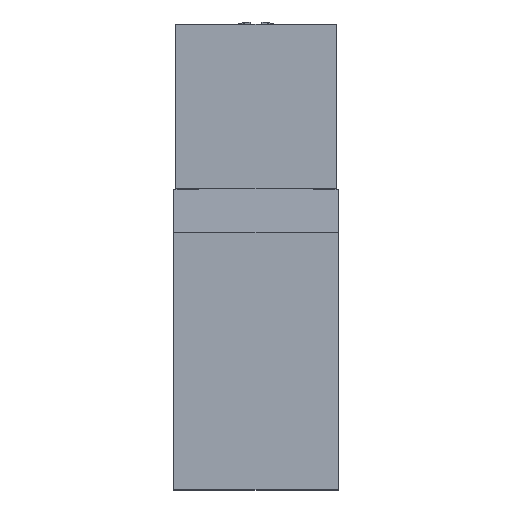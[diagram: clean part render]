
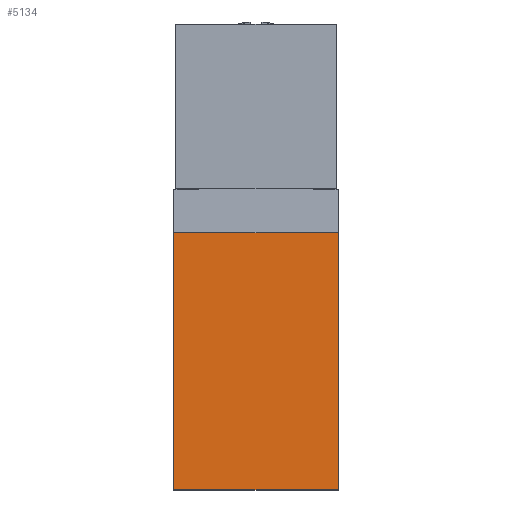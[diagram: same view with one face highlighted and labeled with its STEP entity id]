
A CAD part, front view. The second image highlights one B-rep face of the part: STEP entity #5134.
In plain terms, the highlighted planar face has unit normal (0, -1, 0.009).
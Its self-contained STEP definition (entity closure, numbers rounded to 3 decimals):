
#320=DIRECTION('',(-1.,0.,0.));
#321=VECTOR('',#320,18.);
#322=CARTESIAN_POINT('',(9.,-90.,0.));
#323=LINE('',#322,#321);
#358=DIRECTION('',(-1.,0.,0.));
#359=VECTOR('',#358,18.);
#360=CARTESIAN_POINT('',(9.,-89.754,28.19));
#361=LINE('',#360,#359);
#653=DIRECTION('',(0.,0.009,1.));
#654=VECTOR('',#653,28.191);
#655=CARTESIAN_POINT('',(-9.,-90.,0.));
#656=LINE('',#655,#654);
#1040=DIRECTION('',(0.,-0.009,-1.));
#1041=VECTOR('',#1040,28.191);
#1042=CARTESIAN_POINT('',(9.,-89.754,28.19));
#1043=LINE('',#1042,#1041);
#4165=CARTESIAN_POINT('',(-9.,-90.,0.));
#4166=VERTEX_POINT('',#4165);
#4167=CARTESIAN_POINT('',(-9.,-89.754,28.19));
#4168=VERTEX_POINT('',#4167);
#4820=CARTESIAN_POINT('',(9.,-90.,0.));
#4821=VERTEX_POINT('',#4820);
#4822=CARTESIAN_POINT('',(9.,-89.754,28.19));
#4823=VERTEX_POINT('',#4822);
#5120=CARTESIAN_POINT('',(0.,-90.,0.));
#5121=DIRECTION('',(0.,1.,-0.009));
#5122=DIRECTION('',(0.,0.009,1.));
#5123=AXIS2_PLACEMENT_3D('',#5120,#5121,#5122);
#5124=PLANE('',#5123);
#5126=ORIENTED_EDGE('',*,*,#5125,.F.);
#5128=ORIENTED_EDGE('',*,*,#5127,.T.);
#5129=ORIENTED_EDGE('',*,*,#5095,.T.);
#5131=ORIENTED_EDGE('',*,*,#5130,.T.);
#5132=EDGE_LOOP('',(#5126,#5128,#5129,#5131));
#5133=FACE_OUTER_BOUND('',#5132,.F.);
#5095=EDGE_CURVE('',#4821,#4166,#323,.T.);
#5125=EDGE_CURVE('',#4823,#4168,#361,.T.);
#5127=EDGE_CURVE('',#4823,#4821,#1043,.T.);
#5130=EDGE_CURVE('',#4166,#4168,#656,.T.);
#5134=ADVANCED_FACE('',(#5133),#5124,.F.);
